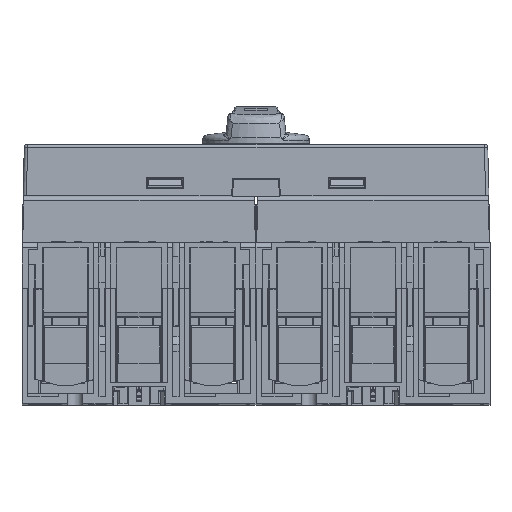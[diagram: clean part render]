
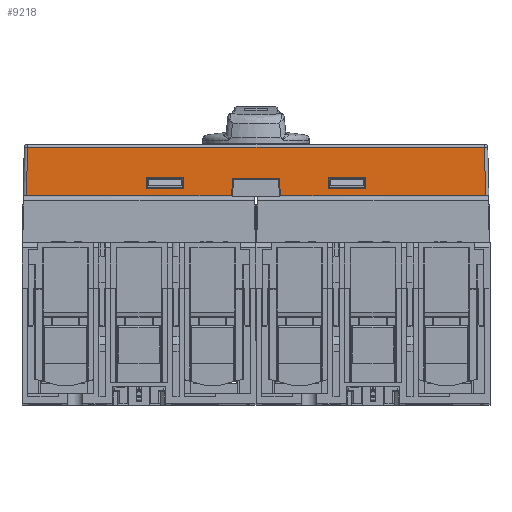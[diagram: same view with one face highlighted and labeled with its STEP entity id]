
A CAD part, left-side view. The second image highlights one B-rep face of the part: STEP entity #9218.
In plain terms, the highlighted planar face has unit normal (-1, 0, 0.026).
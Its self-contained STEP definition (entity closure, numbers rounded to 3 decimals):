
#2587=ELLIPSE('',#119569,0.2,0.2);
#2588=ELLIPSE('',#119570,0.2,0.2);
#2589=ELLIPSE('',#119571,0.2,0.2);
#2590=ELLIPSE('',#119572,0.2,0.2);
#6481=FACE_BOUND('',#23340,.T.);
#6482=FACE_BOUND('',#23341,.T.);
#6483=FACE_BOUND('',#23342,.T.);
#9218=ADVANCED_FACE('',(#6481,#6482,#6483),#13827,.T.);
#13827=PLANE('',#119573);
#23340=EDGE_LOOP('',(#37909,#37910,#37911,#37912,#37913,#37914,#37915,#37916,
#37917,#37918,#37919,#37920));
#23341=EDGE_LOOP('',(#37921,#37922,#37923,#37924));
#23342=EDGE_LOOP('',(#37925,#37926,#37927,#37928));
#37909=ORIENTED_EDGE('',*,*,#76610,.T.);
#37910=ORIENTED_EDGE('',*,*,#76526,.T.);
#37911=ORIENTED_EDGE('',*,*,#76611,.T.);
#37912=ORIENTED_EDGE('',*,*,#76612,.T.);
#37913=ORIENTED_EDGE('',*,*,#76613,.T.);
#37914=ORIENTED_EDGE('',*,*,#76542,.T.);
#37915=ORIENTED_EDGE('',*,*,#76614,.T.);
#37916=ORIENTED_EDGE('',*,*,#76486,.F.);
#37917=ORIENTED_EDGE('',*,*,#76609,.F.);
#37918=ORIENTED_EDGE('',*,*,#76606,.F.);
#37919=ORIENTED_EDGE('',*,*,#76615,.F.);
#37920=ORIENTED_EDGE('',*,*,#76616,.F.);
#37921=ORIENTED_EDGE('',*,*,#76300,.F.);
#37922=ORIENTED_EDGE('',*,*,#76305,.F.);
#37923=ORIENTED_EDGE('',*,*,#76309,.F.);
#37924=ORIENTED_EDGE('',*,*,#76312,.F.);
#37925=ORIENTED_EDGE('',*,*,#76316,.F.);
#37926=ORIENTED_EDGE('',*,*,#76321,.F.);
#37927=ORIENTED_EDGE('',*,*,#76325,.F.);
#37928=ORIENTED_EDGE('',*,*,#76328,.F.);
#61438=VERTEX_POINT('',#177689);
#61439=VERTEX_POINT('',#177691);
#61442=VERTEX_POINT('',#177699);
#61446=VERTEX_POINT('',#177708);
#61450=VERTEX_POINT('',#177721);
#61451=VERTEX_POINT('',#177723);
#61454=VERTEX_POINT('',#177731);
#61458=VERTEX_POINT('',#177740);
#61562=VERTEX_POINT('',#178272);
#61565=VERTEX_POINT('',#178371);
#61585=VERTEX_POINT('',#178537);
#61589=VERTEX_POINT('',#178549);
#61599=VERTEX_POINT('',#178582);
#61600=VERTEX_POINT('',#178584);
#61646=VERTEX_POINT('',#178935);
#61647=VERTEX_POINT('',#178937);
#61648=VERTEX_POINT('',#179007);
#61649=VERTEX_POINT('',#179009);
#61650=VERTEX_POINT('',#179011);
#61651=VERTEX_POINT('',#179015);
#76300=EDGE_CURVE('',#61438,#61439,#92771,.T.);
#76305=EDGE_CURVE('',#61442,#61438,#92776,.T.);
#76309=EDGE_CURVE('',#61446,#61442,#92780,.T.);
#76312=EDGE_CURVE('',#61439,#61446,#92783,.T.);
#76316=EDGE_CURVE('',#61450,#61451,#92787,.T.);
#76321=EDGE_CURVE('',#61454,#61450,#92792,.T.);
#76325=EDGE_CURVE('',#61458,#61454,#92796,.T.);
#76328=EDGE_CURVE('',#61451,#61458,#92799,.T.);
#76486=EDGE_CURVE('',#61565,#61562,#92884,.T.);
#76526=EDGE_CURVE('',#61585,#61589,#92905,.T.);
#76542=EDGE_CURVE('',#61600,#61599,#92921,.T.);
#76606=EDGE_CURVE('',#61646,#61647,#92944,.T.);
#76609=EDGE_CURVE('',#61647,#61565,#92945,.T.);
#76610=EDGE_CURVE('',#61648,#61585,#2587,.T.);
#76611=EDGE_CURVE('',#61589,#61649,#2588,.T.);
#76612=EDGE_CURVE('',#61649,#61650,#92946,.T.);
#76613=EDGE_CURVE('',#61650,#61600,#2589,.T.);
#76614=EDGE_CURVE('',#61599,#61562,#2590,.T.);
#76615=EDGE_CURVE('',#61651,#61646,#92947,.T.);
#76616=EDGE_CURVE('',#61648,#61651,#92948,.T.);
#92771=LINE('',#177690,#107116);
#92776=LINE('',#177700,#107121);
#92780=LINE('',#177709,#107125);
#92783=LINE('',#177713,#107128);
#92787=LINE('',#177722,#107132);
#92792=LINE('',#177732,#107137);
#92796=LINE('',#177741,#107141);
#92799=LINE('',#177745,#107144);
#92884=LINE('',#178372,#107229);
#92905=LINE('',#178550,#107250);
#92921=LINE('',#178583,#107266);
#92944=LINE('',#178936,#107289);
#92945=LINE('',#179004,#107290);
#92946=LINE('',#179010,#107291);
#92947=LINE('',#179014,#107292);
#92948=LINE('',#179016,#107293);
#107116=VECTOR('',#134529,1.);
#107121=VECTOR('',#134536,1.);
#107125=VECTOR('',#134542,1.);
#107128=VECTOR('',#134547,1.);
#107132=VECTOR('',#134553,1.);
#107137=VECTOR('',#134560,1.);
#107141=VECTOR('',#134566,1.);
#107144=VECTOR('',#134571,1.);
#107229=VECTOR('',#134842,1.);
#107250=VECTOR('',#134907,1.);
#107266=VECTOR('',#134937,1.);
#107289=VECTOR('',#135032,1.);
#107290=VECTOR('',#135035,1.);
#107291=VECTOR('',#135042,1.);
#107292=VECTOR('',#135047,1.);
#107293=VECTOR('',#135048,1.);
#119569=AXIS2_PLACEMENT_3D('',#179006,#135038,#135039);
#119570=AXIS2_PLACEMENT_3D('',#179008,#135040,#135041);
#119571=AXIS2_PLACEMENT_3D('',#179012,#135043,#135044);
#119572=AXIS2_PLACEMENT_3D('',#179013,#135045,#135046);
#119573=AXIS2_PLACEMENT_3D('',#179017,#135049,#135050);
#134529=DIRECTION('',(-0.026,0.,-1.));
#134536=DIRECTION('',(0.,1.,0.));
#134542=DIRECTION('',(0.026,0.,1.));
#134547=DIRECTION('',(0.,-1.,0.));
#134553=DIRECTION('',(-0.026,0.,-1.));
#134560=DIRECTION('',(0.,1.,0.));
#134566=DIRECTION('',(0.026,0.,1.));
#134571=DIRECTION('',(0.,-1.,0.));
#134842=DIRECTION('',(0.,1.,0.));
#134907=DIRECTION('',(0.026,-0.035,0.999));
#134937=DIRECTION('',(-0.026,-0.035,-0.999));
#135032=DIRECTION('',(0.,-1.,0.));
#135035=DIRECTION('',(-0.026,-0.026,-0.999));
#135038=DIRECTION('',(-1.,0.,0.026));
#135039=DIRECTION('',(-0.026,0.,-1.));
#135040=DIRECTION('',(1.,0.,-0.026));
#135041=DIRECTION('',(0.026,0.,1.));
#135042=DIRECTION('',(0.,-1.,0.));
#135043=DIRECTION('',(1.,0.,-0.026));
#135044=DIRECTION('',(0.026,0.,1.));
#135045=DIRECTION('',(-1.,0.,0.026));
#135046=DIRECTION('',(-0.026,0.,-1.));
#135047=DIRECTION('',(0.026,-0.026,0.999));
#135048=DIRECTION('',(0.,1.,0.));
#135049=DIRECTION('',(-1.,0.,0.026));
#135050=DIRECTION('',(0.026,0.,1.));
#177689=CARTESIAN_POINT('',(-23.475,-56.65,63.058));
#177690=CARTESIAN_POINT('',(-23.543,-56.65,60.447));
#177691=CARTESIAN_POINT('',(-23.562,-56.65,59.758));
#177699=CARTESIAN_POINT('',(-23.475,-67.85,63.058));
#177700=CARTESIAN_POINT('',(-23.475,-86.1,63.058));
#177708=CARTESIAN_POINT('',(-23.562,-67.85,59.758));
#177709=CARTESIAN_POINT('',(-23.578,-67.85,59.148));
#177713=CARTESIAN_POINT('',(-23.562,-80.85,59.758));
#177721=CARTESIAN_POINT('',(-23.475,-2.15,63.058));
#177722=CARTESIAN_POINT('',(-23.578,-2.15,59.148));
#177723=CARTESIAN_POINT('',(-23.562,-2.15,59.758));
#177731=CARTESIAN_POINT('',(-23.475,-13.35,63.058));
#177732=CARTESIAN_POINT('',(-23.475,-53.6,63.058));
#177740=CARTESIAN_POINT('',(-23.562,-13.35,59.758));
#177741=CARTESIAN_POINT('',(-23.543,-13.35,60.447));
#177745=CARTESIAN_POINT('',(-23.562,-58.85,59.758));
#178272=CARTESIAN_POINT('',(-23.618,-42.443,57.608));
#178371=CARTESIAN_POINT('',(-23.618,-103.7,57.608));
#178372=CARTESIAN_POINT('',(-23.618,-104.7,57.608));
#178537=CARTESIAN_POINT('',(-23.613,-27.757,57.801));
#178549=CARTESIAN_POINT('',(-23.487,-27.925,62.615));
#178550=CARTESIAN_POINT('',(-23.584,-27.795,58.906));
#178582=CARTESIAN_POINT('',(-23.613,-42.243,57.801));
#178583=CARTESIAN_POINT('',(-23.645,-42.287,56.553));
#178584=CARTESIAN_POINT('',(-23.487,-42.075,62.615));
#178935=CARTESIAN_POINT('',(-23.235,33.317,72.229));
#178936=CARTESIAN_POINT('',(-23.235,-69.85,72.229));
#178937=CARTESIAN_POINT('',(-23.235,-103.317,72.229));
#179004=CARTESIAN_POINT('',(-23.603,-103.686,58.162));
#179006=CARTESIAN_POINT('',(-23.613,-27.557,57.808));
#179007=CARTESIAN_POINT('',(-23.618,-27.557,57.608));
#179008=CARTESIAN_POINT('',(-23.487,-28.125,62.608));
#179009=CARTESIAN_POINT('',(-23.482,-28.125,62.808));
#179010=CARTESIAN_POINT('',(-23.482,-69.85,62.808));
#179011=CARTESIAN_POINT('',(-23.482,-41.875,62.808));
#179012=CARTESIAN_POINT('',(-23.487,-41.875,62.608));
#179013=CARTESIAN_POINT('',(-23.613,-42.443,57.808));
#179014=CARTESIAN_POINT('',(-23.571,33.653,59.404));
#179015=CARTESIAN_POINT('',(-23.618,33.7,57.608));
#179016=CARTESIAN_POINT('',(-23.618,-104.7,57.608));
#179017=CARTESIAN_POINT('',(-23.618,-104.7,57.608));
